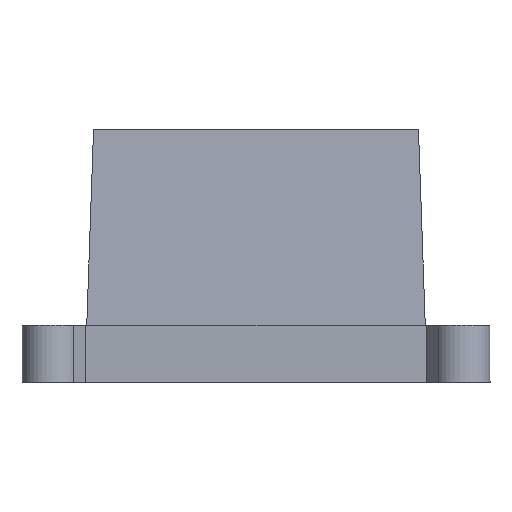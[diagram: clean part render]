
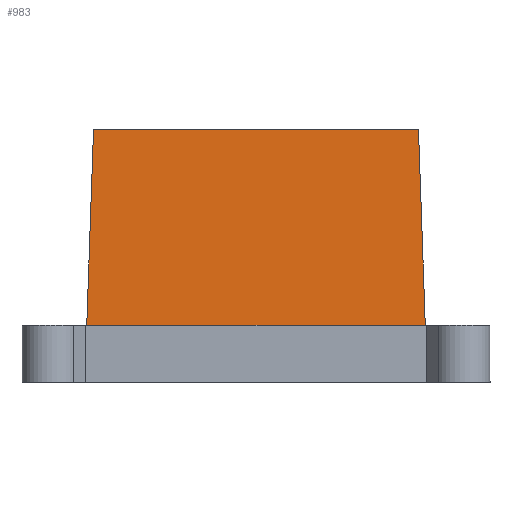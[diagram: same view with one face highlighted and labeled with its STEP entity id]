
A CAD part, left-side view. The second image highlights one B-rep face of the part: STEP entity #983.
In plain terms, the highlighted planar face has unit normal (-0.999, 0, 0.035).
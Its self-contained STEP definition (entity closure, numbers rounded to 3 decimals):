
#53=PLANE('',#1060);
#96=FACE_OUTER_BOUND('',#151,.T.);
#151=EDGE_LOOP('',(#792,#793,#794,#795));
#247=LINE('',#1518,#357);
#251=LINE('',#1525,#361);
#252=LINE('',#1527,#362);
#253=LINE('',#1528,#363);
#357=VECTOR('',#1237,10.);
#361=VECTOR('',#1243,10.);
#362=VECTOR('',#1246,10.);
#363=VECTOR('',#1247,10.);
#484=VERTEX_POINT('',#1515);
#485=VERTEX_POINT('',#1517);
#486=VERTEX_POINT('',#1521);
#487=VERTEX_POINT('',#1523);
#599=EDGE_CURVE('',#484,#485,#247,.T.);
#603=EDGE_CURVE('',#486,#487,#251,.T.);
#604=EDGE_CURVE('',#486,#484,#252,.T.);
#605=EDGE_CURVE('',#487,#485,#253,.T.);
#792=ORIENTED_EDGE('',*,*,#604,.F.);
#793=ORIENTED_EDGE('',*,*,#603,.T.);
#794=ORIENTED_EDGE('',*,*,#605,.T.);
#795=ORIENTED_EDGE('',*,*,#599,.F.);
#983=ADVANCED_FACE('',(#96),#53,.T.);
#1060=AXIS2_PLACEMENT_3D('',#1526,#1244,#1245);
#1237=DIRECTION('',(0.035,-0.035,0.999));
#1243=DIRECTION('',(0.035,0.035,0.999));
#1244=DIRECTION('center_axis',(-0.999,0.,
0.035));
#1245=DIRECTION('ref_axis',(0.,-1.,0.));
#1246=DIRECTION('',(0.,1.,0.));
#1247=DIRECTION('',(0.,1.,0.));
#1515=CARTESIAN_POINT('',(79.175,-12.168,6.006));
#1517=CARTESIAN_POINT('',(79.772,-12.765,23.106));
#1518=CARTESIAN_POINT('',(79.018,-12.012,1.529));
#1521=CARTESIAN_POINT('',(79.175,-41.819,6.006));
#1523=CARTESIAN_POINT('',(79.772,-41.222,23.106));
#1525=CARTESIAN_POINT('',(79.024,-41.969,1.703));
#1526=CARTESIAN_POINT('Origin',(79.,-41.994,1.006));
#1527=CARTESIAN_POINT('',(79.175,-29.218,6.006));
#1528=CARTESIAN_POINT('',(79.772,-41.994,23.106));
